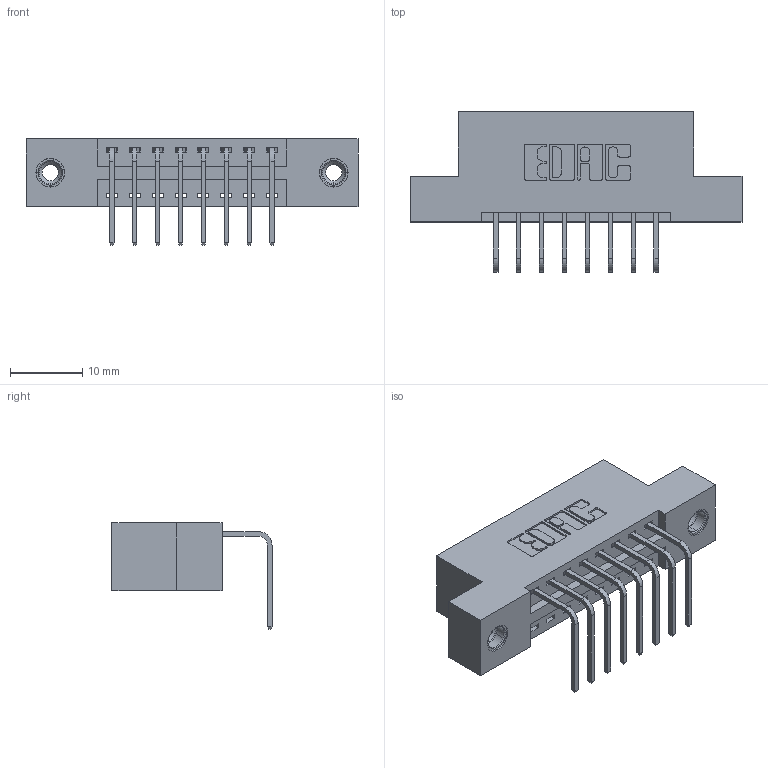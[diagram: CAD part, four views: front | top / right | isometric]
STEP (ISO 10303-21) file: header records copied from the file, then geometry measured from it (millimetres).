
FILE_DESCRIPTION (( 'STEP AP203' ), '1' );
FILE_NAME ('346-008-558-108.STEP', '2022-05-04T21:32:23', ( '' ), ( '' ), 'SwSTEP 2.0', 'SolidWorks 2020', '' );
FILE_SCHEMA (( 'CONFIG_CONTROL_DESIGN' ));
Length unit declared in the file: inch
Products named in the file (4): 345-250-001_345-250-003-102; 346 Part_Flush Mounting Lugs - 0.156 Dia-TI; 346-008-558-108; 345-292-001_558 Tail - 2
Assembly tree (11 placements, depth 2):
  346-008-558-108
    346 Part_Flush Mounting Lugs - 0.156 Dia-TI
    345-292-001_558 Tail - 2  x8
    345-250-001_345-250-003-102  x2
Bounding box: 45.97 x 22.16 x 14.73 mm (x, y, z)
Volume: 4186.6 mm3; surface area: 5046.6 mm2
Topology: 11 solids, 11 shells, 662 faces, 1921 edges, 1262 vertices
Faces by surface type: plane 444, cylinder 202, cone 12, torus 4
Entity records: 10812 total; most frequent: CARTESIAN_POINT 1847, ORIENTED_EDGE 1782, DIRECTION 1697, EDGE_CURVE 891, VECTOR 707, LINE 707, VERTEX_POINT 588, AXIS2_PLACEMENT_3D 495
